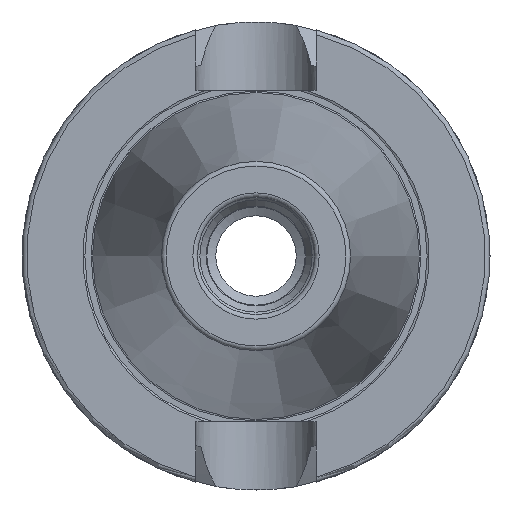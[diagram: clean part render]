
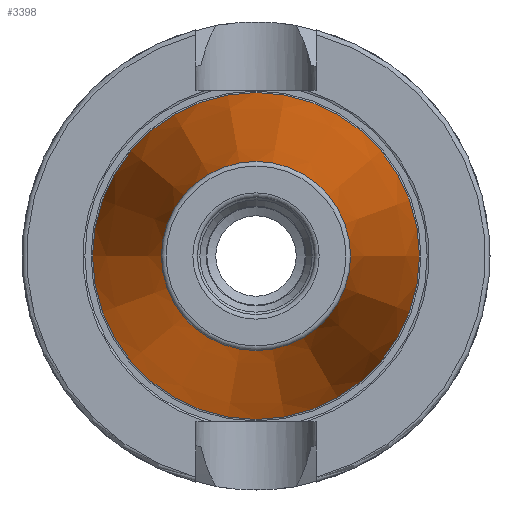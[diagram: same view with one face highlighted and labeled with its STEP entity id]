
A CAD part, left-side view. The second image highlights one B-rep face of the part: STEP entity #3398.
In plain terms, the highlighted conical face has half-angle 8.297 degrees and reference radius 27.564 mm.
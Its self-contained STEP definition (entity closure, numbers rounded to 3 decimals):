
#3364=CARTESIAN_POINT('',(-100.944,20.204,0.0));
#3365=VERTEX_POINT('',#3364);
#3366=CARTESIAN_POINT('',(-100.944,0.0,0.0));
#3367=DIRECTION('',(1.0,0.0,0.0));
#3368=DIRECTION('',(0.0,1.0,0.0));
#3369=AXIS2_PLACEMENT_3D('',#3366,#3367,#3368);
#3370=CIRCLE('',#3369,20.204);
#3371=EDGE_CURVE('',#3365,#3365,#3370,.T.);
#3379=CARTESIAN_POINT('',(-50.472,0.0,0.0));
#3380=DIRECTION('',(1.0,0.0,0.0));
#3381=DIRECTION('',(0.0,1.0,0.0));
#3382=AXIS2_PLACEMENT_3D('',#3379,#3380,#3381);
#3383=CONICAL_SURFACE('',#3382,27.564,8.297);
#3384=CARTESIAN_POINT('',(0.0,34.925,0.0));
#3385=VERTEX_POINT('',#3384);
#3386=CARTESIAN_POINT('',(0.0,0.0,0.0));
#3387=DIRECTION('',(1.0,0.0,0.0));
#3388=DIRECTION('',(0.0,1.0,0.0));
#3389=AXIS2_PLACEMENT_3D('',#3386,#3387,#3388);
#3390=CIRCLE('',#3389,34.925);
#3391=EDGE_CURVE('',#3385,#3385,#3390,.T.);
#3392=ORIENTED_EDGE('',*,*,#3391,.F.);
#3393=EDGE_LOOP('',(#3392));
#3394=FACE_OUTER_BOUND('',#3393,.T.);
#3395=ORIENTED_EDGE('',*,*,#3371,.T.);
#3396=EDGE_LOOP('',(#3395));
#3397=FACE_BOUND('',#3396,.T.);
#3398=ADVANCED_FACE('',(#3394,#3397),#3383,.T.);
